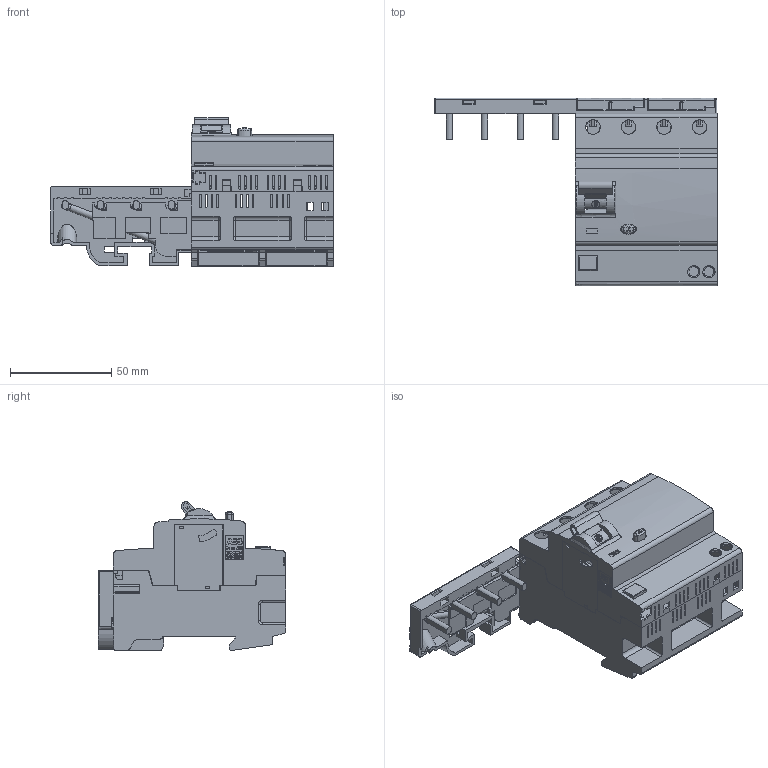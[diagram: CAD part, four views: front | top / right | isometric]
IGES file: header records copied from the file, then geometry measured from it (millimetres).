
Start section: START RECORD GO HERE.
Global section: file name: 04160639-----_000_A0_DDA204 4P4M (3D CLIENTI FINALI)_2PD.igs; native system: IBM CATIA IGES - CATIA Version 5 Release 18 ; preprocessor: CATIA Version 5 Release 18 ; author: itclbot; organization: EUROPE; date: 20101104.135008; units: millimetre
Bounding box: 139.3 x 92.5 x 73.24 mm (x, y, z)
Surface area: 87554.5 mm2 (no closed solid volume)
Topology: 0 solids, 0 shells, 2319 faces, 13569 edges, 13522 vertices
Faces by surface type: plane 1613, revolution 629, bspline 53, extrusion 24
